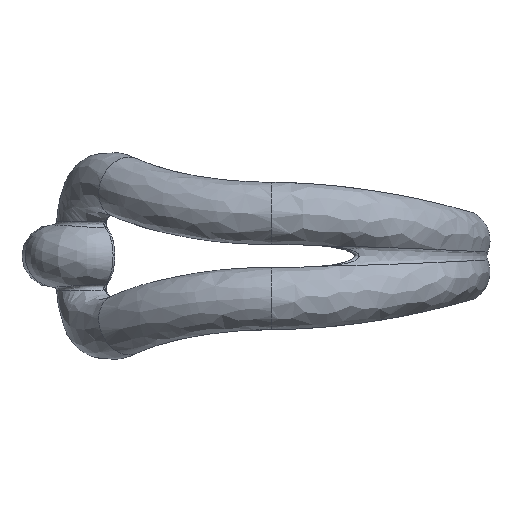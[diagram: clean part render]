
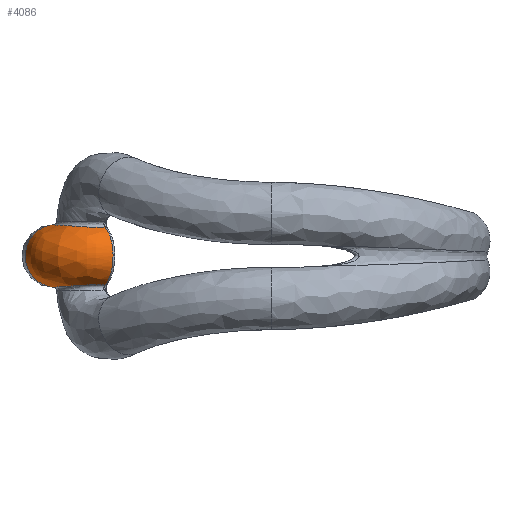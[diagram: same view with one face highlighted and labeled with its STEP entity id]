
A CAD part, left-side view. The second image highlights one B-rep face of the part: STEP entity #4086.
In plain terms, the highlighted free-form (B-spline) face has degree [2, 2] with [3, 5] control points.
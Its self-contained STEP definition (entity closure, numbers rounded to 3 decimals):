
#1826 = VERTEX_POINT('',#1827);
#1827 = CARTESIAN_POINT('',(-2.547,15.201,
    -2.171));
#1836 = EDGE_CURVE('',#1837,#1826,#1839,.T.);
#1837 = VERTEX_POINT('',#1838);
#1838 = CARTESIAN_POINT('',(-2.547,15.201,
    2.171));
#1839 = ( BOUNDED_CURVE() B_SPLINE_CURVE(2,(#1840,#1841,#1842,#1843,
#1844),.UNSPECIFIED.,.F.,.F.) B_SPLINE_CURVE_WITH_KNOTS((3,2,3),(0.,
1.495,2.99),.PIECEWISE_BEZIER_KNOTS.) CURVE() 
GEOMETRIC_REPRESENTATION_ITEM() RATIONAL_B_SPLINE_CURVE((1.,
0.733,1.,0.733,1.)) REPRESENTATION_ITEM('') );
#1840 = CARTESIAN_POINT('',(-2.547,15.201,
    2.171));
#1841 = CARTESIAN_POINT('',(-2.864,17.187,
    2.017));
#1842 = CARTESIAN_POINT('',(-2.864,17.187,
    0.));
#1843 = CARTESIAN_POINT('',(-2.864,17.187,
    -2.017));
#1844 = CARTESIAN_POINT('',(-2.547,15.201,
    -2.171));
#3941 = EDGE_CURVE('',#1826,#3942,#3944,.T.);
#3942 = VERTEX_POINT('',#3943);
#3943 = CARTESIAN_POINT('',(-4.879,11.618,
    -2.021));
#3944 = B_SPLINE_CURVE_WITH_KNOTS('',3,(#3945,#3946,#3947,#3948,#3949,
    #3950,#3951,#3952,#3953,#3954,#3955,#3956,#3957,#3958,#3959,#3960,
    #3961,#3962,#3963,#3964,#3965,#3966,#3967,#3968,#3969,#3970),
  .UNSPECIFIED.,.F.,.F.,(4,1,1,1,1,1,1,1,1,1,1,1,1,1,1,1,1,1,1,1,1,1,1,4
    ),(0.,0.043,0.087,0.13,
    0.174,0.217,0.261,0.304,
    0.348,0.391,0.435,0.478,
    0.522,0.565,0.609,0.652,
    0.696,0.739,0.783,0.826,
    0.87,0.913,0.957,1.),.UNSPECIFIED.);
#3945 = CARTESIAN_POINT('',(-2.547,15.201,
    -2.171));
#3946 = CARTESIAN_POINT('',(-2.628,15.197,
    -2.17));
#3947 = CARTESIAN_POINT('',(-2.796,15.18,
    -2.168));
#3948 = CARTESIAN_POINT('',(-3.047,15.132,
    -2.165));
#3949 = CARTESIAN_POINT('',(-3.328,15.049,
    -2.161));
#3950 = CARTESIAN_POINT('',(-3.621,14.927,
    -2.154));
#3951 = CARTESIAN_POINT('',(-3.937,14.749,
    -2.145));
#3952 = CARTESIAN_POINT('',(-4.262,14.503,
    -2.13));
#3953 = CARTESIAN_POINT('',(-4.536,14.225,
    -2.113));
#3954 = CARTESIAN_POINT('',(-4.743,13.953,
    -2.094));
#3955 = CARTESIAN_POINT('',(-4.898,13.693,
    -2.076));
#3956 = CARTESIAN_POINT('',(-5.012,13.445,
    -2.058));
#3957 = CARTESIAN_POINT('',(-5.09,13.212,
    -2.043));
#3958 = CARTESIAN_POINT('',(-5.14,12.996,
    -2.03));
#3959 = CARTESIAN_POINT('',(-5.167,12.797,
    -2.02));
#3960 = CARTESIAN_POINT('',(-5.174,12.615,
    -2.012));
#3961 = CARTESIAN_POINT('',(-5.166,12.449,
    -2.007));
#3962 = CARTESIAN_POINT('',(-5.146,12.3,
    -2.004));
#3963 = CARTESIAN_POINT('',(-5.118,12.166,
    -2.004));
#3964 = CARTESIAN_POINT('',(-5.083,12.046,
    -2.005));
#3965 = CARTESIAN_POINT('',(-5.045,11.94,
    -2.007));
#3966 = CARTESIAN_POINT('',(-5.005,11.846,
    -2.01));
#3967 = CARTESIAN_POINT('',(-4.963,11.761,
    -2.013));
#3968 = CARTESIAN_POINT('',(-4.921,11.686,
    -2.017));
#3969 = CARTESIAN_POINT('',(-4.893,11.64,
    -2.02));
#3970 = CARTESIAN_POINT('',(-4.879,11.618,
    -2.021));
#4086 = ADVANCED_FACE('',(#4087),#4144,.T.);
#4087 = FACE_BOUND('',#4088,.T.);
#4088 = EDGE_LOOP('',(#4089,#4090,#4091,#4107,#4122));
#4089 = ORIENTED_EDGE('',*,*,#1836,.T.);
#4090 = ORIENTED_EDGE('',*,*,#3941,.T.);
#4091 = ORIENTED_EDGE('',*,*,#4092,.F.);
#4092 = EDGE_CURVE('',#4093,#3942,#4095,.T.);
#4093 = VERTEX_POINT('',#4094);
#4094 = CARTESIAN_POINT('',(-6.13,11.063,
    0.001));
#4095 = B_SPLINE_CURVE_WITH_KNOTS('',3,(#4096,#4097,#4098,#4099,#4100,
    #4101,#4102,#4103,#4104,#4105,#4106),.UNSPECIFIED.,.F.,.F.,(4,1,1,1,
    1,1,1,1,4),(0.,0.125,0.25,0.375,0.5,0.625,0.75,0.875,1.),
  .QUASI_UNIFORM_KNOTS.);
#4096 = CARTESIAN_POINT('',(-6.13,11.063,
    0.001));
#4097 = CARTESIAN_POINT('',(-6.13,11.063,
    -0.129));
#4098 = CARTESIAN_POINT('',(-6.109,11.074,
    -0.387));
#4099 = CARTESIAN_POINT('',(-6.02,11.117,
    -0.752));
#4100 = CARTESIAN_POINT('',(-5.878,11.186,
    -1.089));
#4101 = CARTESIAN_POINT('',(-5.697,11.27,
    -1.376));
#4102 = CARTESIAN_POINT('',(-5.497,11.361,
    -1.608));
#4103 = CARTESIAN_POINT('',(-5.288,11.451,
    -1.789));
#4104 = CARTESIAN_POINT('',(-5.081,11.538,
    -1.926));
#4105 = CARTESIAN_POINT('',(-4.945,11.592,
    -1.993));
#4106 = CARTESIAN_POINT('',(-4.879,11.618,
    -2.021));
#4107 = ORIENTED_EDGE('',*,*,#4108,.F.);
#4108 = EDGE_CURVE('',#4109,#4093,#4111,.T.);
#4109 = VERTEX_POINT('',#4110);
#4110 = CARTESIAN_POINT('',(-4.879,11.618,
    2.021));
#4111 = B_SPLINE_CURVE_WITH_KNOTS('',3,(#4112,#4113,#4114,#4115,#4116,
    #4117,#4118,#4119,#4120,#4121),.UNSPECIFIED.,.F.,.F.,(4,1,1,1,1,1,1,
    4),(0.,0.143,0.286,0.429,0.571,
    0.714,0.857,1.),.UNSPECIFIED.);
#4112 = CARTESIAN_POINT('',(-4.879,11.618,
    2.021));
#4113 = CARTESIAN_POINT('',(-4.965,11.585,
    1.984));
#4114 = CARTESIAN_POINT('',(-5.14,11.514,
    1.895));
#4115 = CARTESIAN_POINT('',(-5.409,11.4,
    1.695));
#4116 = CARTESIAN_POINT('',(-5.658,11.289,
    1.433));
#4117 = CARTESIAN_POINT('',(-5.868,11.191,
    1.111));
#4118 = CARTESIAN_POINT('',(-6.025,11.115,
    0.741));
#4119 = CARTESIAN_POINT('',(-6.114,11.071,
    0.352));
#4120 = CARTESIAN_POINT('',(-6.13,11.063,
    0.115));
#4121 = CARTESIAN_POINT('',(-6.13,11.063,
    0.001));
#4122 = ORIENTED_EDGE('',*,*,#4123,.T.);
#4123 = EDGE_CURVE('',#4109,#1837,#4124,.T.);
#4124 = B_SPLINE_CURVE_WITH_KNOTS('',3,(#4125,#4126,#4127,#4128,#4129,
    #4130,#4131,#4132,#4133,#4134,#4135,#4136,#4137,#4138,#4139,#4140,
    #4141,#4142,#4143),.UNSPECIFIED.,.F.,.F.,(4,1,1,1,1,1,1,1,1,1,1,1,1,
    1,1,1,4),(0.,0.063,0.125,0.188,0.25,0.313,0.375,0.438,0.5,
    0.563,0.625,0.688,0.75,0.813,0.875,0.938,1.),
  .QUASI_UNIFORM_KNOTS.);
#4125 = CARTESIAN_POINT('',(-4.879,11.618,
    2.021));
#4126 = CARTESIAN_POINT('',(-4.917,11.677,
    2.017));
#4127 = CARTESIAN_POINT('',(-4.99,11.805,
    2.011));
#4128 = CARTESIAN_POINT('',(-5.084,12.033,
    2.004));
#4129 = CARTESIAN_POINT('',(-5.153,12.301,
    2.003));
#4130 = CARTESIAN_POINT('',(-5.181,12.61,
    2.011));
#4131 = CARTESIAN_POINT('',(-5.155,12.956,
    2.027));
#4132 = CARTESIAN_POINT('',(-5.059,13.34,
    2.051));
#4133 = CARTESIAN_POINT('',(-4.881,13.74,
    2.079));
#4134 = CARTESIAN_POINT('',(-4.643,14.098,
    2.104));
#4135 = CARTESIAN_POINT('',(-4.383,14.388,
    2.123));
#4136 = CARTESIAN_POINT('',(-4.118,14.617,
    2.137));
#4137 = CARTESIAN_POINT('',(-3.854,14.797,
    2.147));
#4138 = CARTESIAN_POINT('',(-3.597,14.936,
    2.155));
#4139 = CARTESIAN_POINT('',(-3.353,15.038,
    2.16));
#4140 = CARTESIAN_POINT('',(-3.114,15.115,
    2.164));
#4141 = CARTESIAN_POINT('',(-2.856,15.172,
    2.168));
#4142 = CARTESIAN_POINT('',(-2.653,15.196,
    2.17));
#4143 = CARTESIAN_POINT('',(-2.547,15.201,
    2.171));
#4144 = ( BOUNDED_SURFACE() B_SPLINE_SURFACE(2,2,(
    (#4145,#4146,#4147,#4148,#4149)
    ,(#4150,#4151,#4152,#4153,#4154)
    ,(#4155,#4156,#4157,#4158,#4159
)),.UNSPECIFIED.,.F.,.F.,.F.) B_SPLINE_SURFACE_WITH_KNOTS((3,3),(3,2,3),
  (2.194,4.046),(4.788,6.283,
    7.778),.PIECEWISE_BEZIER_KNOTS.) 
GEOMETRIC_REPRESENTATION_ITEM() RATIONAL_B_SPLINE_SURFACE((
    (1.,0.733,1.,0.733,1.)
    ,(0.601,0.441,0.601,0.441
      ,0.601)
,(1.,0.733,1.,0.733,1.
))) REPRESENTATION_ITEM('') SURFACE() );
#4145 = CARTESIAN_POINT('',(-2.547,15.201,
    -2.171));
#4146 = CARTESIAN_POINT('',(-2.864,17.187,
    -2.017));
#4147 = CARTESIAN_POINT('',(-2.864,17.187,
    0.));
#4148 = CARTESIAN_POINT('',(-2.864,17.187,
    2.017));
#4149 = CARTESIAN_POINT('',(-2.547,15.201,
    2.171));
#4150 = CARTESIAN_POINT('',(-5.62,14.709,
    -2.171));
#4151 = CARTESIAN_POINT('',(-8.578,16.274,
    -2.017));
#4152 = CARTESIAN_POINT('',(-8.578,16.274,
    0.));
#4153 = CARTESIAN_POINT('',(-8.578,16.274,
    2.017));
#4154 = CARTESIAN_POINT('',(-5.62,14.709,
    2.171));
#4155 = CARTESIAN_POINT('',(-4.297,11.892,
    -2.171));
#4156 = CARTESIAN_POINT('',(-6.117,11.037,
    -2.017));
#4157 = CARTESIAN_POINT('',(-6.117,11.037,
    0.));
#4158 = CARTESIAN_POINT('',(-6.117,11.037,
    2.017));
#4159 = CARTESIAN_POINT('',(-4.297,11.892,
    2.171));
